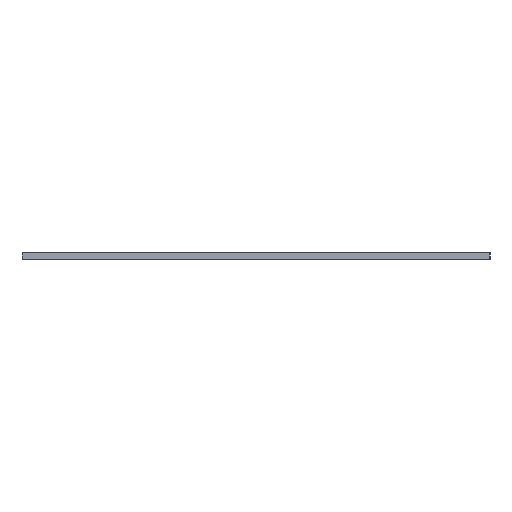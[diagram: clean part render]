
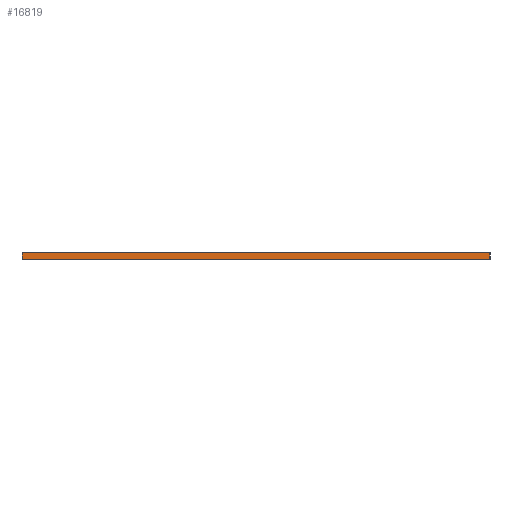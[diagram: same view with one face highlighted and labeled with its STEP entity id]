
A CAD part, left-side view. The second image highlights one B-rep face of the part: STEP entity #16819.
In plain terms, the highlighted planar face has unit normal (-1, 0, 0).
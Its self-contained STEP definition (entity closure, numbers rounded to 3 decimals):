
#78 = PLANE('',#79);
#79 = AXIS2_PLACEMENT_3D('',#80,#81,#82);
#80 = CARTESIAN_POINT('',(331.4,-23.,0.));
#81 = DIRECTION('',(0.,1.,0.));
#82 = DIRECTION('',(1.,0.,0.));
#106 = PLANE('',#107);
#107 = AXIS2_PLACEMENT_3D('',#108,#109,#110);
#108 = CARTESIAN_POINT('',(424.225,-77.5,1.6));
#109 = DIRECTION('',(-0.,-0.,-1.));
#110 = DIRECTION('',(-1.,0.,0.));
#134 = PLANE('',#135);
#135 = AXIS2_PLACEMENT_3D('',#136,#137,#138);
#136 = CARTESIAN_POINT('',(517.05,-132.,0.));
#137 = DIRECTION('',(0.,-1.,0.));
#138 = DIRECTION('',(-1.,0.,0.));
#160 = PLANE('',#161);
#161 = AXIS2_PLACEMENT_3D('',#162,#163,#164);
#162 = CARTESIAN_POINT('',(424.225,-77.5,0.));
#163 = DIRECTION('',(-0.,-0.,-1.));
#164 = DIRECTION('',(-1.,0.,0.));
#175 = EDGE_CURVE('',#176,#178,#180,.T.);
#176 = VERTEX_POINT('',#177);
#177 = CARTESIAN_POINT('',(331.4,-23.,0.));
#178 = VERTEX_POINT('',#179);
#179 = CARTESIAN_POINT('',(331.4,-23.,1.6));
#180 = SURFACE_CURVE('',#181,(#185,#192),.PCURVE_S1.);
#181 = LINE('',#182,#183);
#182 = CARTESIAN_POINT('',(331.4,-23.,0.));
#183 = VECTOR('',#184,1.);
#184 = DIRECTION('',(0.,0.,1.));
#185 = PCURVE('',#78,#186);
#186 = DEFINITIONAL_REPRESENTATION('',(#187),#191);
#187 = LINE('',#188,#189);
#188 = CARTESIAN_POINT('',(0.,0.));
#189 = VECTOR('',#190,1.);
#190 = DIRECTION('',(0.,-1.));
#191 = ( GEOMETRIC_REPRESENTATION_CONTEXT(2) 
PARAMETRIC_REPRESENTATION_CONTEXT() REPRESENTATION_CONTEXT('2D SPACE',''
  ) );
#192 = PCURVE('',#193,#198);
#193 = PLANE('',#194);
#194 = AXIS2_PLACEMENT_3D('',#195,#196,#197);
#195 = CARTESIAN_POINT('',(331.4,-132.,0.));
#196 = DIRECTION('',(-1.,0.,0.));
#197 = DIRECTION('',(0.,1.,0.));
#198 = DEFINITIONAL_REPRESENTATION('',(#199),#203);
#199 = LINE('',#200,#201);
#200 = CARTESIAN_POINT('',(109.,0.));
#201 = VECTOR('',#202,1.);
#202 = DIRECTION('',(0.,-1.));
#203 = ( GEOMETRIC_REPRESENTATION_CONTEXT(2) 
PARAMETRIC_REPRESENTATION_CONTEXT() REPRESENTATION_CONTEXT('2D SPACE',''
  ) );
#253 = VERTEX_POINT('',#254);
#254 = CARTESIAN_POINT('',(331.4,-132.,1.6));
#275 = EDGE_CURVE('',#276,#253,#278,.T.);
#276 = VERTEX_POINT('',#277);
#277 = CARTESIAN_POINT('',(331.4,-132.,0.));
#278 = SURFACE_CURVE('',#279,(#283,#290),.PCURVE_S1.);
#279 = LINE('',#280,#281);
#280 = CARTESIAN_POINT('',(331.4,-132.,0.));
#281 = VECTOR('',#282,1.);
#282 = DIRECTION('',(0.,0.,1.));
#283 = PCURVE('',#134,#284);
#284 = DEFINITIONAL_REPRESENTATION('',(#285),#289);
#285 = LINE('',#286,#287);
#286 = CARTESIAN_POINT('',(185.65,0.));
#287 = VECTOR('',#288,1.);
#288 = DIRECTION('',(0.,-1.));
#289 = ( GEOMETRIC_REPRESENTATION_CONTEXT(2) 
PARAMETRIC_REPRESENTATION_CONTEXT() REPRESENTATION_CONTEXT('2D SPACE',''
  ) );
#290 = PCURVE('',#193,#291);
#291 = DEFINITIONAL_REPRESENTATION('',(#292),#296);
#292 = LINE('',#293,#294);
#293 = CARTESIAN_POINT('',(0.,0.));
#294 = VECTOR('',#295,1.);
#295 = DIRECTION('',(0.,-1.));
#296 = ( GEOMETRIC_REPRESENTATION_CONTEXT(2) 
PARAMETRIC_REPRESENTATION_CONTEXT() REPRESENTATION_CONTEXT('2D SPACE',''
  ) );
#324 = EDGE_CURVE('',#276,#176,#325,.T.);
#325 = SURFACE_CURVE('',#326,(#330,#337),.PCURVE_S1.);
#326 = LINE('',#327,#328);
#327 = CARTESIAN_POINT('',(331.4,-132.,0.));
#328 = VECTOR('',#329,1.);
#329 = DIRECTION('',(0.,1.,0.));
#330 = PCURVE('',#160,#331);
#331 = DEFINITIONAL_REPRESENTATION('',(#332),#336);
#332 = LINE('',#333,#334);
#333 = CARTESIAN_POINT('',(92.825,-54.5));
#334 = VECTOR('',#335,1.);
#335 = DIRECTION('',(0.,1.));
#336 = ( GEOMETRIC_REPRESENTATION_CONTEXT(2) 
PARAMETRIC_REPRESENTATION_CONTEXT() REPRESENTATION_CONTEXT('2D SPACE',''
  ) );
#337 = PCURVE('',#193,#338);
#338 = DEFINITIONAL_REPRESENTATION('',(#339),#343);
#339 = LINE('',#340,#341);
#340 = CARTESIAN_POINT('',(0.,0.));
#341 = VECTOR('',#342,1.);
#342 = DIRECTION('',(1.,0.));
#343 = ( GEOMETRIC_REPRESENTATION_CONTEXT(2) 
PARAMETRIC_REPRESENTATION_CONTEXT() REPRESENTATION_CONTEXT('2D SPACE',''
  ) );
#9212 = EDGE_CURVE('',#253,#178,#9213,.T.);
#9213 = SURFACE_CURVE('',#9214,(#9218,#9225),.PCURVE_S1.);
#9214 = LINE('',#9215,#9216);
#9215 = CARTESIAN_POINT('',(331.4,-132.,1.6));
#9216 = VECTOR('',#9217,1.);
#9217 = DIRECTION('',(0.,1.,0.));
#9218 = PCURVE('',#106,#9219);
#9219 = DEFINITIONAL_REPRESENTATION('',(#9220),#9224);
#9220 = LINE('',#9221,#9222);
#9221 = CARTESIAN_POINT('',(92.825,-54.5));
#9222 = VECTOR('',#9223,1.);
#9223 = DIRECTION('',(0.,1.));
#9224 = ( GEOMETRIC_REPRESENTATION_CONTEXT(2) 
PARAMETRIC_REPRESENTATION_CONTEXT() REPRESENTATION_CONTEXT('2D SPACE',''
  ) );
#9225 = PCURVE('',#193,#9226);
#9226 = DEFINITIONAL_REPRESENTATION('',(#9227),#9231);
#9227 = LINE('',#9228,#9229);
#9228 = CARTESIAN_POINT('',(0.,-1.6));
#9229 = VECTOR('',#9230,1.);
#9230 = DIRECTION('',(1.,0.));
#9231 = ( GEOMETRIC_REPRESENTATION_CONTEXT(2) 
PARAMETRIC_REPRESENTATION_CONTEXT() REPRESENTATION_CONTEXT('2D SPACE',''
  ) );
#16819 = ADVANCED_FACE('',(#16820),#193,.T.);
#16820 = FACE_BOUND('',#16821,.T.);
#16821 = EDGE_LOOP('',(#16822,#16823,#16824,#16825));
#16822 = ORIENTED_EDGE('',*,*,#275,.T.);
#16823 = ORIENTED_EDGE('',*,*,#9212,.T.);
#16824 = ORIENTED_EDGE('',*,*,#175,.F.);
#16825 = ORIENTED_EDGE('',*,*,#324,.F.);
